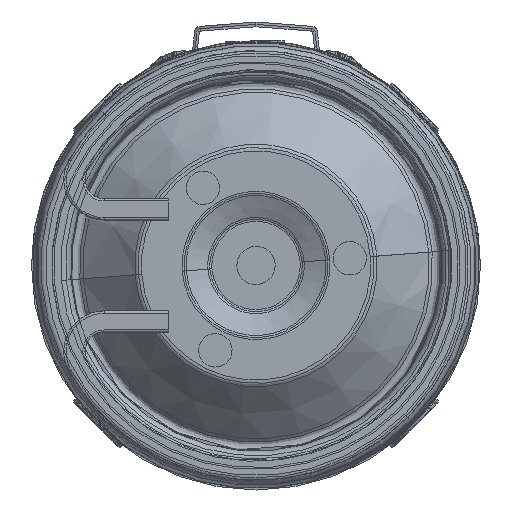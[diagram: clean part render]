
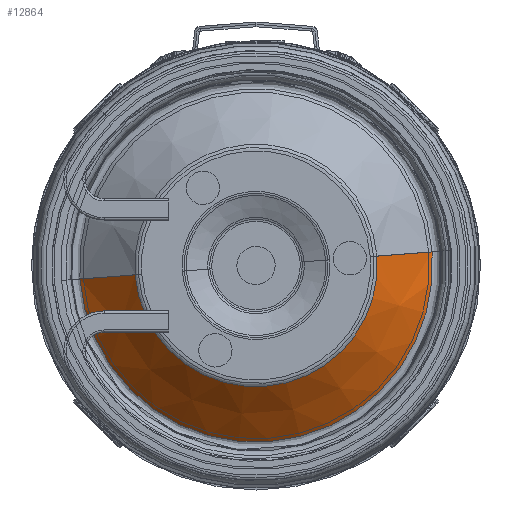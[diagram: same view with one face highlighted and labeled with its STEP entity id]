
A CAD part, front view. The second image highlights one B-rep face of the part: STEP entity #12864.
In plain terms, the highlighted conical face has half-angle 46.546 degrees and reference radius 25.375 mm.
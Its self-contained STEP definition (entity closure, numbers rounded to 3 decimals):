
#646 = DIRECTION ( 'NONE',  ( 0., 0.688, -0.726 ) ) ;
#1562 = DIRECTION ( 'NONE',  ( 0., 1., 0. ) ) ;
#2016 = CARTESIAN_POINT ( 'NONE',  ( 0., 11.526, 36.962 ) ) ;
#2078 = CARTESIAN_POINT ( 'NONE',  ( 0., 11.526, 0. ) ) ;
#2290 = DIRECTION ( 'NONE',  ( 0., 0.688, 0.726 ) ) ;
#2587 = CARTESIAN_POINT ( 'NONE',  ( 0., 0.548, -25.376 ) ) ;
#5115 = VERTEX_POINT ( 'NONE', #35357 ) ;
#5454 = VERTEX_POINT ( 'NONE', #2016 ) ;
#6075 = ORIENTED_EDGE ( 'NONE', *, *, #25671, .F. ) ;
#6150 = EDGE_LOOP ( 'NONE', ( #32796, #26876, #8169, #6075 ) ) ;
#6232 = VECTOR ( 'NONE', #2290, 1000. ) ;
#7575 = VECTOR ( 'NONE', #646, 1000. ) ;
#8169 = ORIENTED_EDGE ( 'NONE', *, *, #29015, .T. ) ;
#10741 = CIRCLE ( 'NONE', #32477, 36.962 ) ;
#10756 = CIRCLE ( 'NONE', #36964, 25.376 ) ;
#11706 = CARTESIAN_POINT ( 'NONE',  ( 0., 0.548, 25.376 ) ) ;
#12864 = ADVANCED_FACE ( 'NONE', ( #23386 ), #24130, .T. ) ;
#13266 = AXIS2_PLACEMENT_3D ( 'NONE', #13791, #1562, #29203 ) ;
#13791 = CARTESIAN_POINT ( 'NONE',  ( 0., 0.548, 0. ) ) ;
#18495 = VERTEX_POINT ( 'NONE', #34981 ) ;
#19313 = EDGE_CURVE ( 'NONE', #27367, #18495, #31477, .T. ) ;
#20088 = DIRECTION ( 'NONE',  ( 0., 0., 1. ) ) ;
#22484 = DIRECTION ( 'NONE',  ( 0., 1., 0. ) ) ;
#23386 = FACE_OUTER_BOUND ( 'NONE', #6150, .T. ) ;
#24130 = CONICAL_SURFACE ( 'NONE', #13266, 25.376, 0.812 ) ;
#25671 = EDGE_CURVE ( 'NONE', #18495, #5454, #10741, .T. ) ;
#26082 = CARTESIAN_POINT ( 'NONE',  ( 0., 0.548, 0. ) ) ;
#26706 = LINE ( 'NONE', #11706, #6232 ) ;
#26876 = ORIENTED_EDGE ( 'NONE', *, *, #30194, .T. ) ;
#27367 = VERTEX_POINT ( 'NONE', #2587 ) ;
#29015 = EDGE_CURVE ( 'NONE', #5115, #5454, #26706, .T. ) ;
#29203 = DIRECTION ( 'NONE',  ( 0., 0., 1. ) ) ;
#30194 = EDGE_CURVE ( 'NONE', #27367, #5115, #10756, .T. ) ;
#31477 = LINE ( 'NONE', #37101, #7575 ) ;
#32477 = AXIS2_PLACEMENT_3D ( 'NONE', #2078, #32493, #39141 ) ;
#32493 = DIRECTION ( 'NONE',  ( 0., 1., 0. ) ) ;
#32796 = ORIENTED_EDGE ( 'NONE', *, *, #19313, .F. ) ;
#34981 = CARTESIAN_POINT ( 'NONE',  ( 0., 11.526, -36.962 ) ) ;
#35357 = CARTESIAN_POINT ( 'NONE',  ( 0., 0.548, 25.376 ) ) ;
#36964 = AXIS2_PLACEMENT_3D ( 'NONE', #26082, #22484, #20088 ) ;
#37101 = CARTESIAN_POINT ( 'NONE',  ( 0., 0.548, -25.376 ) ) ;
#39141 = DIRECTION ( 'NONE',  ( 0., 0., 1. ) ) ;
